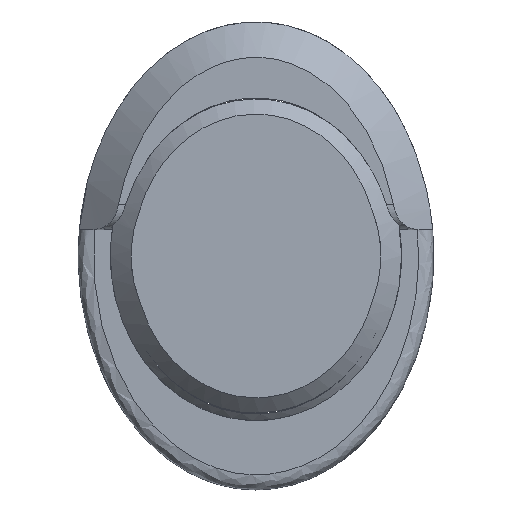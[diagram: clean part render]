
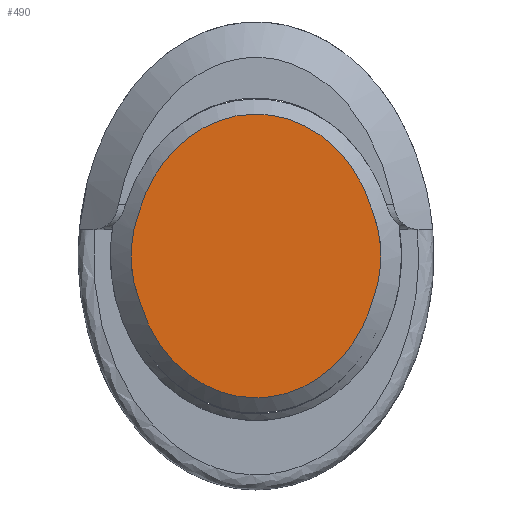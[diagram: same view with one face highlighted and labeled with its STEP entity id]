
A CAD part, front view. The second image highlights one B-rep face of the part: STEP entity #490.
In plain terms, the highlighted planar face has unit normal (0, -1, 0).
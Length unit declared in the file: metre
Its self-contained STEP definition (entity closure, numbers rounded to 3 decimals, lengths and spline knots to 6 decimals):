
#12=CIRCLE('',#536,0.024762);
#13=CIRCLE('',#537,0.024762);
#26=PLANE('',#535);
#168=ORIENTED_EDGE('',*,*,#271,.T.);
#169=ORIENTED_EDGE('',*,*,#287,.T.);
#170=ORIENTED_EDGE('',*,*,#269,.T.);
#171=ORIENTED_EDGE('',*,*,#288,.T.);
#269=EDGE_CURVE('',#335,#333,#372,.T.);
#271=EDGE_CURVE('',#334,#336,#374,.T.);
#287=EDGE_CURVE('',#336,#335,#12,.T.);
#288=EDGE_CURVE('',#333,#334,#13,.T.);
#333=VERTEX_POINT('',#1129);
#334=VERTEX_POINT('',#1130);
#335=VERTEX_POINT('',#1157);
#336=VERTEX_POINT('',#1164);
#372=B_SPLINE_CURVE_WITH_KNOTS('',3,(#1131,#1132,#1133,#1134,#1135,#1136,
#1137,#1138,#1139,#1140,#1141,#1142,#1143,#1144,#1145,#1146,#1147,#1148,
#1149,#1150,#1151,#1152,#1153,#1154,#1155,#1156),.UNSPECIFIED.,.F.,.F.,
(4,1,1,1,1,1,1,1,1,1,1,1,1,1,1,1,1,1,1,1,1,1,1,4),(0.304698,0.329116,
0.341324,0.353533,0.377951,0.39016,
0.402369,0.426787,0.438996,0.451205,
0.475623,0.500041,0.524459,0.536668,
0.548877,0.561086,0.573295,0.597713,
0.609922,0.622131,0.646549,0.658758,
0.670967,0.695385),.UNSPECIFIED.);
#374=B_SPLINE_CURVE_WITH_KNOTS('',3,(#1165,#1166,#1167,#1168,#1169,#1170,
#1171,#1172,#1173,#1174,#1175,#1176,#1177,#1178,#1179,#1180,#1181,#1182,
#1183,#1184,#1185,#1186,#1187,#1188,#1189),.UNSPECIFIED.,.F.,.F.,(4,1,1,
1,1,1,1,1,1,1,1,1,1,1,1,1,1,1,1,1,1,1,4),(0.804761,0.829182,
0.841393,0.853603,0.878025,0.890236,
0.902446,0.926868,0.939079,0.951289,
0.975711,1.000132,1.024554,1.048975,1.061186,
1.073397,1.097818,1.110029,1.12224,1.146661,
1.158872,1.171083,1.195504),.UNSPECIFIED.);
#409=EDGE_LOOP('',(#168,#169,#170,#171));
#451=FACE_BOUND('',#409,.T.);
#490=ADVANCED_FACE('',(#451),#26,.T.);
#535=AXIS2_PLACEMENT_3D('',#1439,#605,#606);
#536=AXIS2_PLACEMENT_3D('',#1440,#607,#608);
#537=AXIS2_PLACEMENT_3D('',#1441,#609,#610);
#605=DIRECTION('',(0.,-1.,0.));
#606=DIRECTION('',(1.,0.,0.));
#607=DIRECTION('',(0.,-1.,0.));
#608=DIRECTION('',(0.,0.,-1.));
#609=DIRECTION('',(0.,-1.,0.));
#610=DIRECTION('',(0.,0.,-1.));
#1129=CARTESIAN_POINT('',(-0.023108,-0.021,0.008897));
#1130=CARTESIAN_POINT('',(-0.023107,-0.021,-0.008901));
#1131=CARTESIAN_POINT('',(0.023108,-0.021,0.008898));
#1132=CARTESIAN_POINT('',(0.022734,-0.021,0.010187));
#1133=CARTESIAN_POINT('',(0.02204,-0.021,0.012109));
#1134=CARTESIAN_POINT('',(0.020888,-0.021,0.014512));
#1135=CARTESIAN_POINT('',(0.019539,-0.021,0.016892));
#1136=CARTESIAN_POINT('',(0.01798,-0.021,0.019062));
#1137=CARTESIAN_POINT('',(0.016152,-0.021,0.021083));
#1138=CARTESIAN_POINT('',(0.014223,-0.021,0.022909));
#1139=CARTESIAN_POINT('',(0.012024,-0.021,0.024538));
#1140=CARTESIAN_POINT('',(0.009689,-0.021,0.025838));
#1141=CARTESIAN_POINT('',(0.007196,-0.021,0.026953));
#1142=CARTESIAN_POINT('',(0.003962,-0.021,0.027884));
#1143=CARTESIAN_POINT('',(-0.00006,-0.021,0.028263));
#1144=CARTESIAN_POINT('',(-0.00345,-0.021,0.027926));
#1145=CARTESIAN_POINT('',(-0.006077,-0.021,0.027272));
#1146=CARTESIAN_POINT('',(-0.007948,-0.021,0.026621));
#1147=CARTESIAN_POINT('',(-0.0098,-0.021,0.025781));
#1148=CARTESIAN_POINT('',(-0.012119,-0.021,0.024477));
#1149=CARTESIAN_POINT('',(-0.014313,-0.021,0.022832));
#1150=CARTESIAN_POINT('',(-0.016217,-0.021,0.021016));
#1151=CARTESIAN_POINT('',(-0.018019,-0.021,0.019011));
#1152=CARTESIAN_POINT('',(-0.019572,-0.021,0.016842));
#1153=CARTESIAN_POINT('',(-0.020911,-0.021,0.014468));
#1154=CARTESIAN_POINT('',(-0.022045,-0.021,0.012091));
#1155=CARTESIAN_POINT('',(-0.022736,-0.021,0.010179));
#1156=CARTESIAN_POINT('',(-0.023109,-0.021,0.008897));
#1157=CARTESIAN_POINT('',(0.023108,-0.021,0.008898));
#1164=CARTESIAN_POINT('',(0.023108,-0.021,-0.008897));
#1165=CARTESIAN_POINT('',(-0.023107,-0.021,-0.008901));
#1166=CARTESIAN_POINT('',(-0.022733,-0.021,-0.010188));
#1167=CARTESIAN_POINT('',(-0.022037,-0.021,-0.01212));
#1168=CARTESIAN_POINT('',(-0.020883,-0.021,-0.014522));
#1169=CARTESIAN_POINT('',(-0.019536,-0.021,-0.016894));
#1170=CARTESIAN_POINT('',(-0.017991,-0.021,-0.019049));
#1171=CARTESIAN_POINT('',(-0.016166,-0.021,-0.021069));
#1172=CARTESIAN_POINT('',(-0.014234,-0.021,-0.022899));
#1173=CARTESIAN_POINT('',(-0.012033,-0.021,-0.024534));
#1174=CARTESIAN_POINT('',(-0.009703,-0.021,-0.025831));
#1175=CARTESIAN_POINT('',(-0.007215,-0.021,-0.026944));
#1176=CARTESIAN_POINT('',(-0.004001,-0.021,-0.027876));
#1177=CARTESIAN_POINT('',(0.000017,-0.021,-0.028263));
#1178=CARTESIAN_POINT('',(0.004066,-0.021,-0.027867));
#1179=CARTESIAN_POINT('',(0.007288,-0.021,-0.026917));
#1180=CARTESIAN_POINT('',(0.009766,-0.021,-0.025799));
#1181=CARTESIAN_POINT('',(0.012074,-0.021,-0.024504));
#1182=CARTESIAN_POINT('',(0.014264,-0.021,-0.022875));
#1183=CARTESIAN_POINT('',(0.016189,-0.021,-0.021046));
#1184=CARTESIAN_POINT('',(0.018015,-0.021,-0.019018));
#1185=CARTESIAN_POINT('',(0.019554,-0.021,-0.016866));
#1186=CARTESIAN_POINT('',(0.020892,-0.021,-0.014504));
#1187=CARTESIAN_POINT('',(0.022041,-0.021,-0.012108));
#1188=CARTESIAN_POINT('',(0.022735,-0.021,-0.010183));
#1189=CARTESIAN_POINT('',(0.023108,-0.021,-0.008898));
#1439=CARTESIAN_POINT('',(0.,-0.021,0.));
#1440=CARTESIAN_POINT('',(0.,-0.021,0.));
#1441=CARTESIAN_POINT('',(0.,-0.021,0.));
